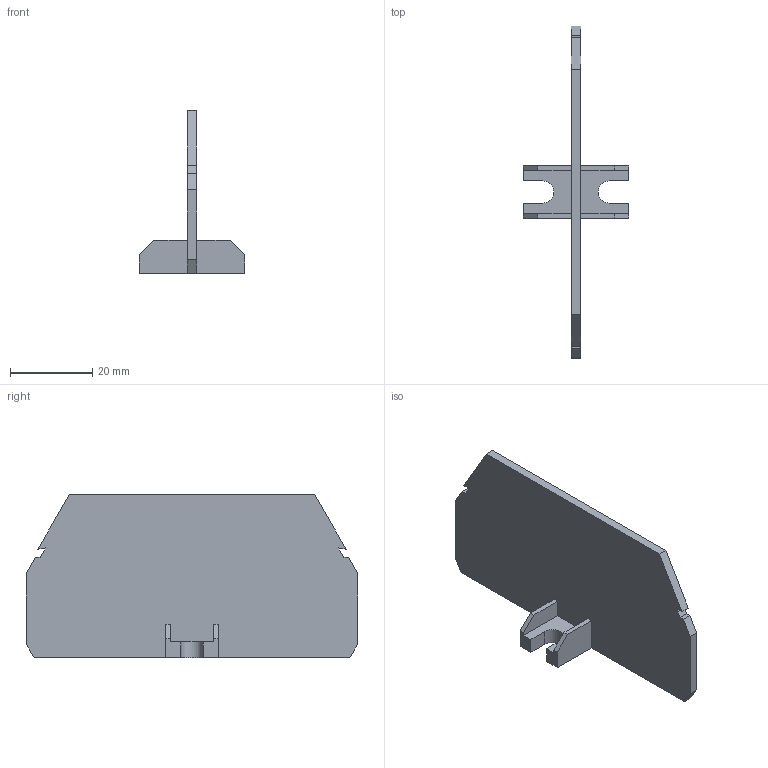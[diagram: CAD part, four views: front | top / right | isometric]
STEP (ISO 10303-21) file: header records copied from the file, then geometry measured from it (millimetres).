
FILE_DESCRIPTION(('Creo Elements/Direct Modeling STEP Export'),'2;1');
FILE_NAME('model.stp','2019-09-21T 8:48:11',(''),(''),'Creo Elements/Direct Modeling STEP processor for AP214 (Solid Model)','Creo Elements/Direct Modeling 20.1A 29-Sep-2018 (C) Parametric Technology GmbH','');
FILE_SCHEMA(('AUTOMOTIVE_DESIGN { 1 0 10303 214 1 1 1 1 }'));
Length unit declared in the file: millimetre
Products named in the file (2): D-RSC_6-F-select
Assembly tree (1 placements, depth 2):
  D-RSC_6-F-select
    D-RSC_6-F-select
Bounding box: 25.7 x 80.83 x 39.7 mm (x, y, z)
Volume: 7665.4 mm3; surface area: 7574.8 mm2
Topology: 1 solids, 1 shells, 46 faces, 132 edges, 88 vertices
Faces by surface type: plane 44, cylinder 2
Entity records: 1870 total; most frequent: ORIENTED_EDGE 264, CARTESIAN_POINT 263, DIRECTION 224, EDGE_CURVE 132, VECTOR 126, LINE 126, VERTEX_POINT 88, AXIS2_PLACEMENT_3D 49
